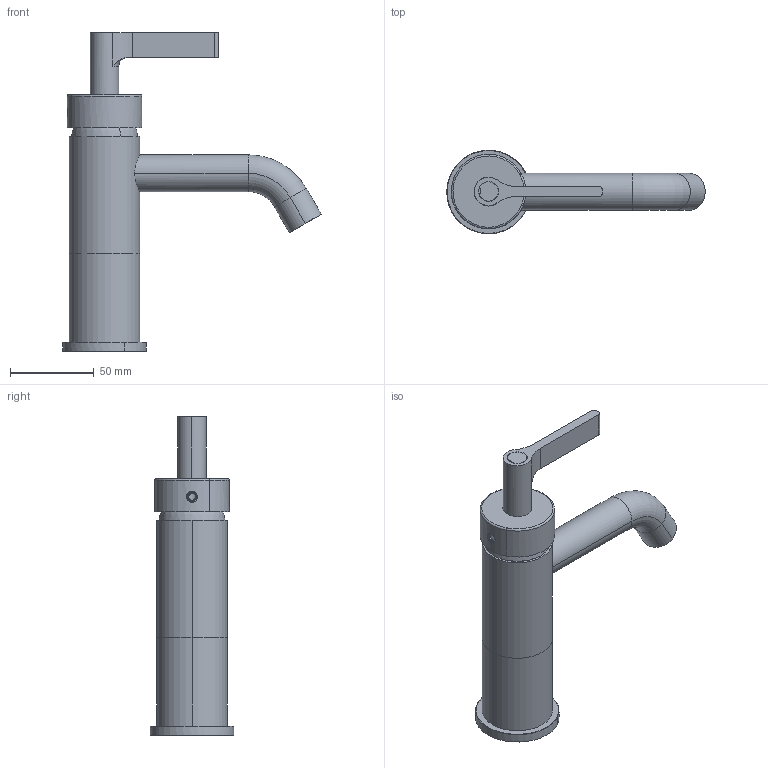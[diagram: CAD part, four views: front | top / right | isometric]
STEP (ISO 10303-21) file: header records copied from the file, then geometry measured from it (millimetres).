
FILE_DESCRIPTION(('CATIA V5 STEP Exchange','CAx-IF Rec.Pracs.--- Model Styling and Organization---1.5--- 2016-08-15','CAx-IF Rec.Pracs.---Supplemental Geometry---1.0---2011-11-01','CAx-IF Rec.Pracs.--- Composite Materials ---3.4---2017-06-13','CAx-IF Rec.Pracs.---Tessellated 3D Geometry---1.0---2015-12-17'),'2;1');
FILE_NAME('GC000540.stp','2023-02-03T15:05:19+00:00',('none'),('none'),'CATIA Version 5-6 Release 2020 SP2','CATIA V5 STEP AP242 v2','none');
FILE_SCHEMA(('AP242_MANAGED_MODEL_BASED_3D_ENGINEERING_MIM_LF {1 0 10303 442 1 1 4}'));
Length unit declared in the file: millimetre
Products named in the file (1): GC000510_AllCATPart
Bounding box: 154.52 x 49.99 x 190.55 mm (x, y, z)
Volume: 21005.4 mm3; surface area: 64967.4 mm2
Topology: 1 solids, 202 shells, 602 faces, 2172 edges, 1782 vertices
Faces by surface type: plane 274, cylinder 162, cone 81, extrusion 52, torus 31, sphere 2
Entity records: 24268 total; most frequent: CARTESIAN_POINT 6644, ORIENTED_EDGE 3310, DIRECTION 2573, EDGE_CURVE 2164, VERTEX_POINT 1782, AXIS2_PLACEMENT_3D 1295, CIRCLE 932, VECTOR 917
